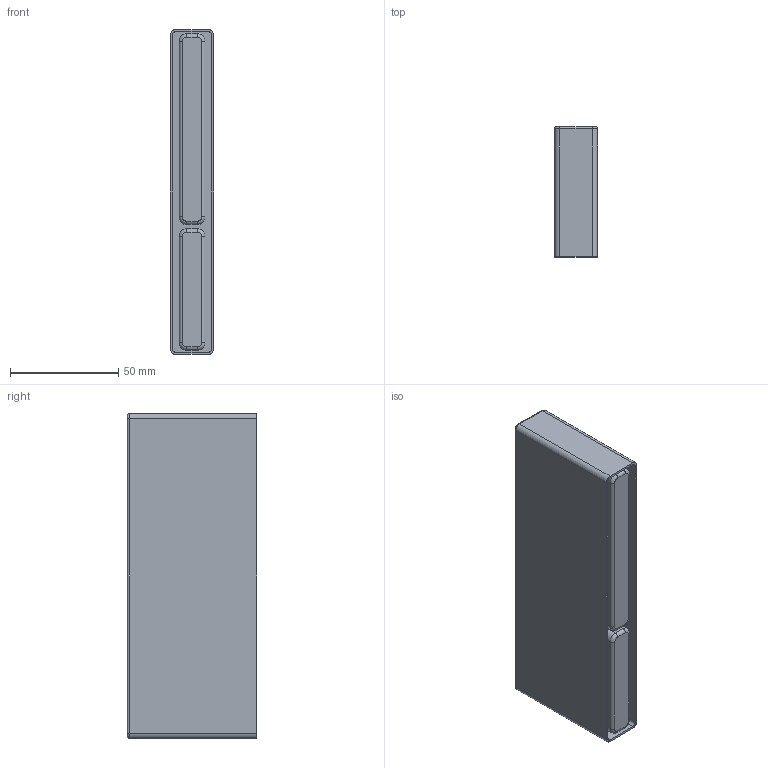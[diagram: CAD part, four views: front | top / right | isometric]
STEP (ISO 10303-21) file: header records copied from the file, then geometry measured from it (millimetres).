
FILE_DESCRIPTION(/* description */ (''),/* implementation_level */ '2;1');
FILE_NAME(/* name */ 'Card Holder 01 v3.step',/* time_stamp */ '2024-01-10T00:14:01-06:00',/* author */ (''),/* organization */ (''),/* preprocessor_version */ 'ST-DEVELOPER v20',/* originating_system */ 'Autodesk Translation Framework v12.14.0.127',/* authorisation */ '');
FILE_SCHEMA (('AUTOMOTIVE_DESIGN { 1 0 10303 214 3 1 1 }'));
Length unit declared in the file: millimetre
Products named in the file (1): Card Holder 01
Bounding box: 20 x 60 x 150 mm (x, y, z)
Volume: 41083.4 mm3; surface area: 82501.4 mm2
Topology: 1 solids, 1 shells, 111 faces, 256 edges, 152 vertices
Faces by surface type: cylinder 52, plane 31, torus 28
Entity records: 3174 total; most frequent: DIRECTION 612, CARTESIAN_POINT 520, ORIENTED_EDGE 512, EDGE_CURVE 256, AXIS2_PLACEMENT_3D 244, VERTEX_POINT 152, CIRCLE 132, LINE 124
